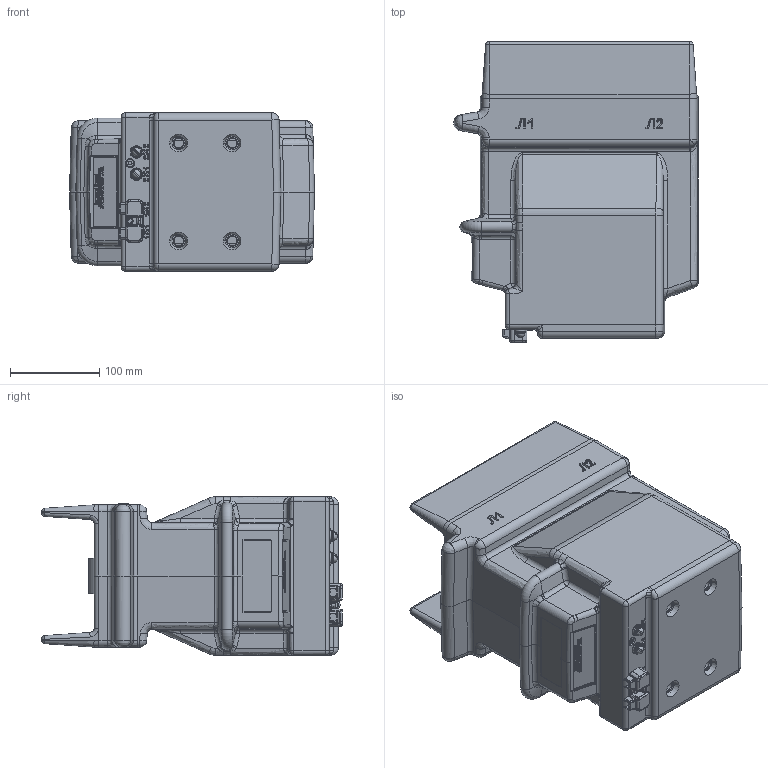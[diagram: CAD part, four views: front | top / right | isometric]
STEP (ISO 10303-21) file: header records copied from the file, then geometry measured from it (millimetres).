
FILE_DESCRIPTION (( 'STEP AP203' ), '1' );
FILE_NAME ('ﾒﾎﾋ-20-5.1-2(5-400).STEP', '2022-07-28T05:27:29', ( '' ), ( '' ), 'SwSTEP 2.0', 'SolidWorks 2010', '' );
FILE_SCHEMA (( 'CONFIG_CONTROL_DESIGN' ));
Products named in the file (1): ﾒﾎﾋ-20-5.1-2(5-400)
Bounding box: 275 x 337.5 x 178 mm (x, y, z)
Surface area: 375517.6 mm2 (no closed solid volume)
Topology: 0 solids, 68 shells, 843 faces, 3560 edges, 2720 vertices
Faces by surface type: plane 307, bspline 212, cylinder 188, cone 84, sphere 38, torus 14
Entity records: 51077 total; most frequent: CARTESIAN_POINT 25407, ORIENTED_EDGE 5175, DIRECTION 4282, EDGE_CURVE 3544, VERTEX_POINT 2720, LINE 1692, VECTOR 1692, AXIS2_PLACEMENT_3D 1295
